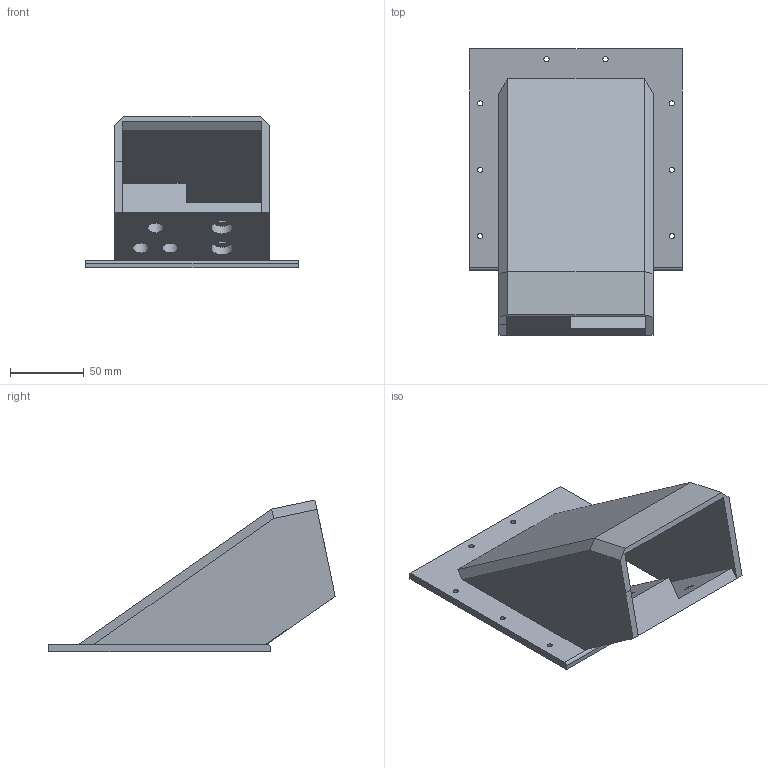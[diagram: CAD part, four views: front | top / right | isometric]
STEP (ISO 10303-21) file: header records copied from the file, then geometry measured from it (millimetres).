
FILE_DESCRIPTION(/* description */ (''),/* implementation_level */ '2;1');
FILE_NAME(/* name */ 'holderforcameras.stp',/* time_stamp */ '2025-07-15T15:50:05-04:00',/* author */ ('mayhe'),/* organization */ (''),/* preprocessor_version */ 'ST-DEVELOPER v20',/* originating_system */ 'Autodesk Inventor 2025',/* authorisation */ '');
FILE_SCHEMA (('AUTOMOTIVE_DESIGN { 1 0 10303 214 3 1 1 }'));
Length unit declared in the file: millimetre
Products named in the file (1): holderforcameras
Bounding box: 144 x 194.19 x 103.03 mm (x, y, z)
Volume: 311590.1 mm3; surface area: 112308.8 mm2
Topology: 1 solids, 1 shells, 62 faces, 161 edges, 113 vertices
Faces by surface type: plane 42, cylinder 20
Full cylindrical faces by diameter (mm): 3.459 x8, 4 x3, 7 x2, 11 x3, 15 x2
Entity records: 1996 total; most frequent: CARTESIAN_POINT 334, DIRECTION 324, ORIENTED_EDGE 316, EDGE_CURVE 158, LINE 118, VECTOR 118, VERTEX_POINT 104, AXIS2_PLACEMENT_3D 103
